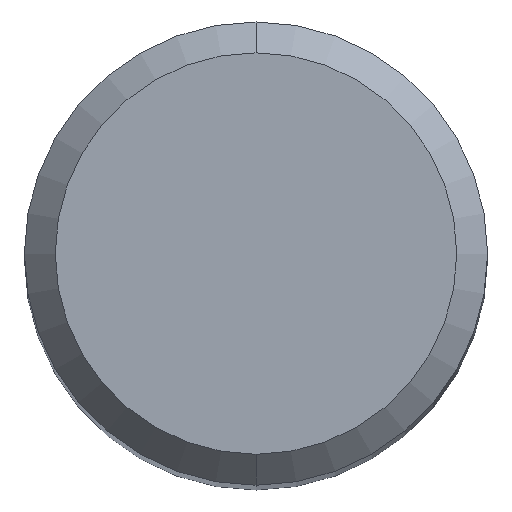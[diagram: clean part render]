
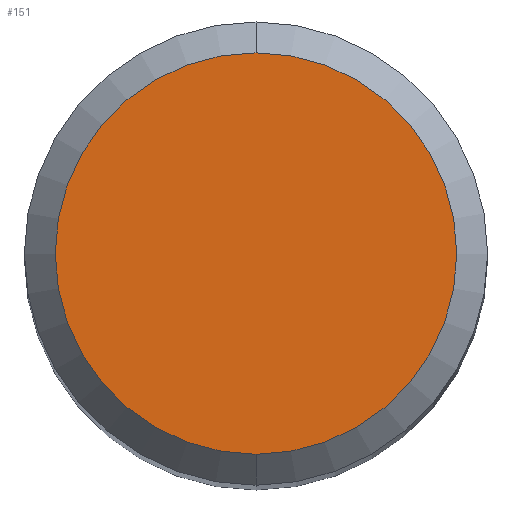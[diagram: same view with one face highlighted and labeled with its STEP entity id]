
A CAD part, top view. The second image highlights one B-rep face of the part: STEP entity #151.
In plain terms, the highlighted planar face has unit normal (0, 0, 1).
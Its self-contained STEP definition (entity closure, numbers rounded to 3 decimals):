
#107=VERTEX_POINT('',#261);
#151=ADVANCED_FACE('',(#309),#310,.T.);
#203=EDGE_CURVE('',#107,#211,#367,.T.);
#211=VERTEX_POINT('',#377);
#215=EDGE_CURVE('',#211,#107,#381,.T.);
#261=CARTESIAN_POINT('',(0.,-2.6,0.0));
#309=FACE_OUTER_BOUND('',#482,.T.);
#310=PLANE('',#483);
#367=CIRCLE('',#562,2.6);
#377=CARTESIAN_POINT('',(0.0,2.6,0.0));
#381=CIRCLE('',#579,2.6);
#482=EDGE_LOOP('',(#681,#682));
#483=AXIS2_PLACEMENT_3D('',#683,#684,#685);
#562=AXIS2_PLACEMENT_3D('',#753,#754,#755);
#579=AXIS2_PLACEMENT_3D('',#772,#773,#774);
#681=ORIENTED_EDGE('',*,*,#215,.F.);
#682=ORIENTED_EDGE('',*,*,#203,.F.);
#683=CARTESIAN_POINT('',(0.0,1.3,0.0));
#684=DIRECTION('',(-0.0,0.0,1.0));
#685=DIRECTION('',(0.0,-1.0,0.0));
#753=CARTESIAN_POINT('',(0.0,0.0,0.0));
#754=DIRECTION('',(0.0,0.0,-1.0));
#755=DIRECTION('',(0.0,1.0,0.0));
#772=CARTESIAN_POINT('',(0.0,0.0,0.0));
#773=DIRECTION('',(0.0,0.0,-1.0));
#774=DIRECTION('',(0.0,1.0,0.0));
